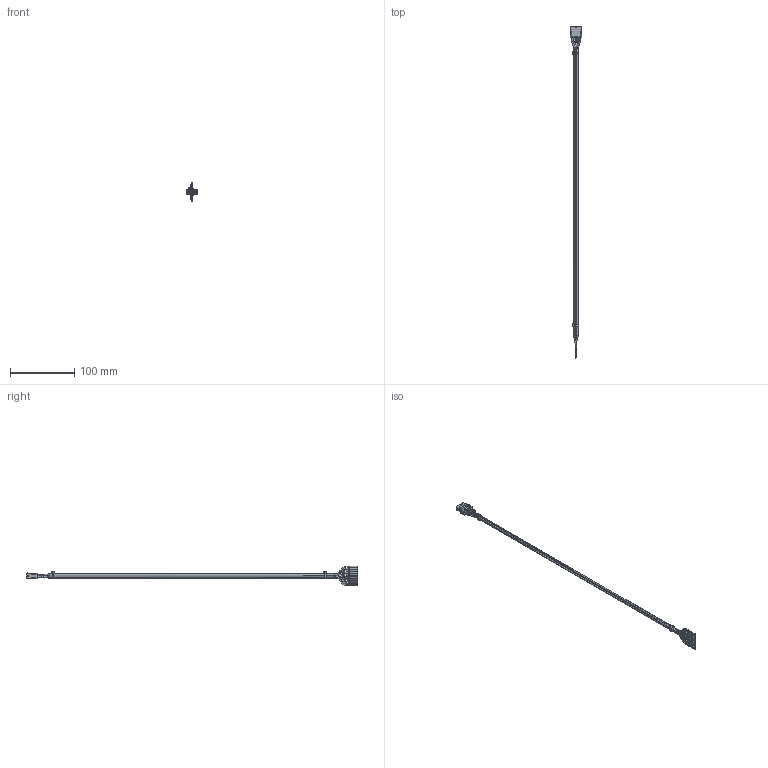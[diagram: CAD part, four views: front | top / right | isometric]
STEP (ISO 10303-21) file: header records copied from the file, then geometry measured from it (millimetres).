
FILE_DESCRIPTION(/* description */ (''),/* implementation_level */ '2;1');
FILE_NAME(/* name */ 'ECM302210RW.stp',/* time_stamp */ '2025-10-21T13:59:07-05:00',/* author */ ('mroman'),/* organization */ (''),/* preprocessor_version */ 'ST-DEVELOPER v18.1',/* originating_system */ 'Autodesk Inventor 2022',/* authorisation */ '');
FILE_SCHEMA (('AUTOMOTIVE_DESIGN { 1 0 10303 214 3 1 1 }'));
Products named in the file (1): ECM302210RW
Bounding box: 17.4 x 517.2 x 29.92 mm (x, y, z)
Volume: 11076.8 mm3; surface area: 29239.5 mm2
Topology: 5 solids, 5 shells, 2338 faces, 6554 edges, 4050 vertices
Faces by surface type: plane 1219, cylinder 682, bspline 218, torus 137, sphere 56, cone 26
Full cylindrical faces by diameter (mm): 0.762 x10, 1.575 x61
Entity records: 110121 total; most frequent: CARTESIAN_POINT 51233, ORIENTED_EDGE 13000, DIRECTION 11506, EDGE_CURVE 6500, VERTEX_POINT 4051, LINE 3868, VECTOR 3868, AXIS2_PLACEMENT_3D 3819
